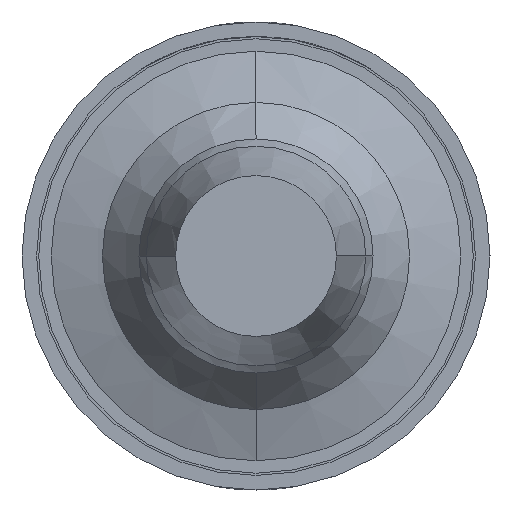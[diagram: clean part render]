
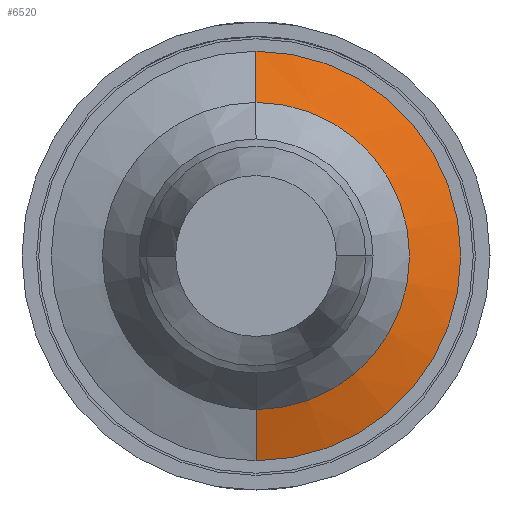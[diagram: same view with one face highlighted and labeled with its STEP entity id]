
A CAD part, front view. The second image highlights one B-rep face of the part: STEP entity #6520.
In plain terms, the highlighted conical face has half-angle 71.565 degrees and reference radius 0.8 mm.
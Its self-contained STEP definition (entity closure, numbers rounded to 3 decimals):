
#2 = CARTESIAN_POINT ( 'NONE',  ( 0., -9.3, 0.8 ) ) ;
#624 = AXIS2_PLACEMENT_3D ( 'NONE', #2666, #6132, #4973 ) ;
#636 = DIRECTION ( 'NONE',  ( 0., 1., 0. ) ) ;
#1003 = ORIENTED_EDGE ( 'NONE', *, *, #2287, .T. ) ;
#1177 = ORIENTED_EDGE ( 'NONE', *, *, #3518, .F. ) ;
#1611 = CIRCLE ( 'NONE', #6790, 0.8 ) ;
#1728 = FACE_OUTER_BOUND ( 'NONE', #3169, .T. ) ;
#2287 = EDGE_CURVE ( 'NONE', #7025, #3233, #2406, .T. ) ;
#2397 = VECTOR ( 'NONE', #2540, 1000. ) ;
#2406 = LINE ( 'NONE', #5143, #3108 ) ;
#2540 = DIRECTION ( 'NONE',  ( 0., 0.316, 0.949 ) ) ;
#2666 = CARTESIAN_POINT ( 'NONE',  ( 0., -9.3, 0. ) ) ;
#3108 = VECTOR ( 'NONE', #6244, 1000. ) ;
#3169 = EDGE_LOOP ( 'NONE', ( #1177, #6676, #1003, #3675 ) ) ;
#3233 = VERTEX_POINT ( 'NONE', #7096 ) ;
#3279 = CARTESIAN_POINT ( 'NONE',  ( 0., -9.3, -0.8 ) ) ;
#3518 = EDGE_CURVE ( 'NONE', #5142, #6856, #5098, .T. ) ;
#3675 = ORIENTED_EDGE ( 'NONE', *, *, #6805, .F. ) ;
#3691 = CARTESIAN_POINT ( 'NONE',  ( 0., -9.3, 0.8 ) ) ;
#3974 = CONICAL_SURFACE ( 'NONE', #624, 0.8, 1.249 ) ;
#4199 = DIRECTION ( 'NONE',  ( 0., 1., 0. ) ) ;
#4973 = DIRECTION ( 'NONE',  ( 0., 0., -1. ) ) ;
#5098 = LINE ( 'NONE', #3691, #2397 ) ;
#5130 = CARTESIAN_POINT ( 'NONE',  ( 0., -9.1, 0. ) ) ;
#5142 = VERTEX_POINT ( 'NONE', #2 ) ;
#5143 = CARTESIAN_POINT ( 'NONE',  ( 0., -9.3, -0.8 ) ) ;
#5684 = CARTESIAN_POINT ( 'NONE',  ( 0., -9.1, 1.4 ) ) ;
#5742 = CIRCLE ( 'NONE', #6133, 1.4 ) ;
#5777 = DIRECTION ( 'NONE',  ( 0., 0., -1. ) ) ;
#5998 = EDGE_CURVE ( 'Defeature ausgef�hrt1_61+Defeature ausgef�hrt1_60+Defeature ausgef�hrt1_60+Defeature ausgef�hrt1_60', #5142, #7025, #1611, .T. ) ;
#6132 = DIRECTION ( 'NONE',  ( 0., 1., 0. ) ) ;
#6133 = AXIS2_PLACEMENT_3D ( 'NONE', #5130, #636, #5777 ) ;
#6244 = DIRECTION ( 'NONE',  ( 0., 0.316, -0.949 ) ) ;
#6520 = ADVANCED_FACE ( 'Defeature ausgef�hrt1_61', ( #1728 ), #3974, .T. ) ;
#6523 = CARTESIAN_POINT ( 'NONE',  ( 0., -9.3, 0. ) ) ;
#6676 = ORIENTED_EDGE ( 'NONE', *, *, #5998, .T. ) ;
#6790 = AXIS2_PLACEMENT_3D ( 'NONE', #6523, #4199, #7098 ) ;
#6805 = EDGE_CURVE ( 'Defeature ausgef�hrt1_62+Defeature ausgef�hrt1_61+Defeature ausgef�hrt1_61+Defeature ausgef�hrt1_61', #6856, #3233, #5742, .T. ) ;
#6856 = VERTEX_POINT ( 'NONE', #5684 ) ;
#7025 = VERTEX_POINT ( 'NONE', #3279 ) ;
#7096 = CARTESIAN_POINT ( 'NONE',  ( 0., -9.1, -1.4 ) ) ;
#7098 = DIRECTION ( 'NONE',  ( 0., 0., -1. ) ) ;
